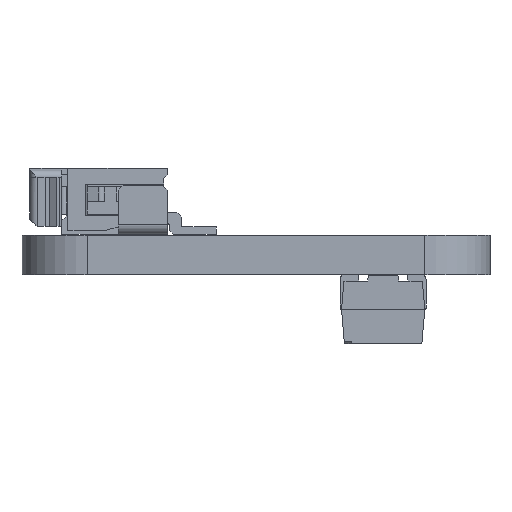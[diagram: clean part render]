
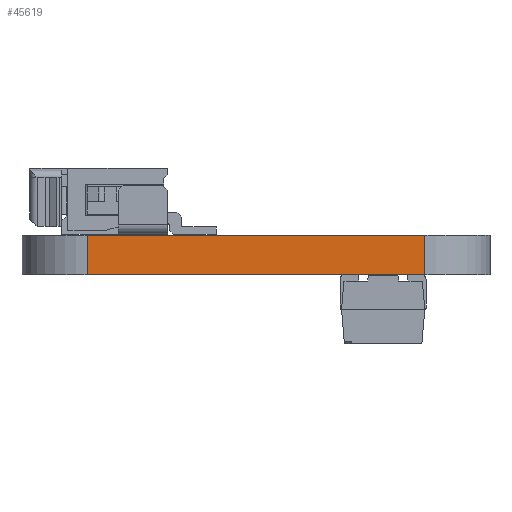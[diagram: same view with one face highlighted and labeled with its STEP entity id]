
A CAD part, front view. The second image highlights one B-rep face of the part: STEP entity #45619.
In plain terms, the highlighted planar face has unit normal (0, -1, 0).
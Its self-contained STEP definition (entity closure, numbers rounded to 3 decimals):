
#44999 = CYLINDRICAL_SURFACE('',#45000,2.654);
#45000 = AXIS2_PLACEMENT_3D('',#45001,#45002,#45003);
#45001 = CARTESIAN_POINT('',(149.492,-73.355,0.));
#45002 = DIRECTION('',(0.,0.,-1.));
#45003 = DIRECTION('',(1.,0.,0.));
#45027 = PLANE('',#45028);
#45028 = AXIS2_PLACEMENT_3D('',#45029,#45030,#45031);
#45029 = CARTESIAN_POINT('',(142.602,-66.465,1.6));
#45030 = DIRECTION('',(0.,0.,1.));
#45031 = DIRECTION('',(1.,0.,0.));
#45081 = PLANE('',#45082);
#45082 = AXIS2_PLACEMENT_3D('',#45083,#45084,#45085);
#45083 = CARTESIAN_POINT('',(142.602,-66.465,0.));
#45084 = DIRECTION('',(0.,0.,1.));
#45085 = DIRECTION('',(1.,0.,0.));
#45096 = EDGE_CURVE('',#45097,#45099,#45101,.T.);
#45097 = VERTEX_POINT('',#45098);
#45098 = CARTESIAN_POINT('',(149.492,-76.01,0.));
#45099 = VERTEX_POINT('',#45100);
#45100 = CARTESIAN_POINT('',(149.492,-76.01,1.6));
#45101 = SURFACE_CURVE('',#45102,(#45106,#45113),.PCURVE_S1.);
#45102 = LINE('',#45103,#45104);
#45103 = CARTESIAN_POINT('',(149.492,-76.01,0.));
#45104 = VECTOR('',#45105,1.);
#45105 = DIRECTION('',(0.,0.,1.));
#45106 = PCURVE('',#44999,#45107);
#45107 = DEFINITIONAL_REPRESENTATION('',(#45108),#45112);
#45108 = LINE('',#45109,#45110);
#45109 = CARTESIAN_POINT('',(-4.712,0.));
#45110 = VECTOR('',#45111,1.);
#45111 = DIRECTION('',(0.,-1.));
#45112 = ( GEOMETRIC_REPRESENTATION_CONTEXT(2) 
PARAMETRIC_REPRESENTATION_CONTEXT() REPRESENTATION_CONTEXT('2D SPACE',''
  ) );
#45113 = PCURVE('',#45114,#45119);
#45114 = PLANE('',#45115);
#45115 = AXIS2_PLACEMENT_3D('',#45116,#45117,#45118);
#45116 = CARTESIAN_POINT('',(135.712,-76.009,0.));
#45117 = DIRECTION('',(0.,1.,0.));
#45118 = DIRECTION('',(1.,0.,0.));
#45119 = DEFINITIONAL_REPRESENTATION('',(#45120),#45124);
#45120 = LINE('',#45121,#45122);
#45121 = CARTESIAN_POINT('',(13.779,0.));
#45122 = VECTOR('',#45123,1.);
#45123 = DIRECTION('',(0.,-1.));
#45124 = ( GEOMETRIC_REPRESENTATION_CONTEXT(2) 
PARAMETRIC_REPRESENTATION_CONTEXT() REPRESENTATION_CONTEXT('2D SPACE',''
  ) );
#45335 = VERTEX_POINT('',#45336);
#45336 = CARTESIAN_POINT('',(135.712,-76.009,0.));
#45351 = CYLINDRICAL_SURFACE('',#45352,2.654);
#45352 = AXIS2_PLACEMENT_3D('',#45353,#45354,#45355);
#45353 = CARTESIAN_POINT('',(135.712,-73.355,0.));
#45354 = DIRECTION('',(0.,0.,-1.));
#45355 = DIRECTION('',(1.,0.,0.));
#45363 = EDGE_CURVE('',#45335,#45097,#45364,.T.);
#45364 = SURFACE_CURVE('',#45365,(#45369,#45376),.PCURVE_S1.);
#45365 = LINE('',#45366,#45367);
#45366 = CARTESIAN_POINT('',(135.712,-76.009,0.));
#45367 = VECTOR('',#45368,1.);
#45368 = DIRECTION('',(1.,0.,0.));
#45369 = PCURVE('',#45081,#45370);
#45370 = DEFINITIONAL_REPRESENTATION('',(#45371),#45375);
#45371 = LINE('',#45372,#45373);
#45372 = CARTESIAN_POINT('',(-6.89,-9.544));
#45373 = VECTOR('',#45374,1.);
#45374 = DIRECTION('',(1.,0.));
#45375 = ( GEOMETRIC_REPRESENTATION_CONTEXT(2) 
PARAMETRIC_REPRESENTATION_CONTEXT() REPRESENTATION_CONTEXT('2D SPACE',''
  ) );
#45376 = PCURVE('',#45114,#45377);
#45377 = DEFINITIONAL_REPRESENTATION('',(#45378),#45382);
#45378 = LINE('',#45379,#45380);
#45379 = CARTESIAN_POINT('',(0.,0.));
#45380 = VECTOR('',#45381,1.);
#45381 = DIRECTION('',(1.,0.));
#45382 = ( GEOMETRIC_REPRESENTATION_CONTEXT(2) 
PARAMETRIC_REPRESENTATION_CONTEXT() REPRESENTATION_CONTEXT('2D SPACE',''
  ) );
#45523 = VERTEX_POINT('',#45524);
#45524 = CARTESIAN_POINT('',(135.712,-76.009,1.6));
#45546 = EDGE_CURVE('',#45523,#45099,#45547,.T.);
#45547 = SURFACE_CURVE('',#45548,(#45552,#45559),.PCURVE_S1.);
#45548 = LINE('',#45549,#45550);
#45549 = CARTESIAN_POINT('',(135.712,-76.009,1.6));
#45550 = VECTOR('',#45551,1.);
#45551 = DIRECTION('',(1.,0.,0.));
#45552 = PCURVE('',#45027,#45553);
#45553 = DEFINITIONAL_REPRESENTATION('',(#45554),#45558);
#45554 = LINE('',#45555,#45556);
#45555 = CARTESIAN_POINT('',(-6.89,-9.544));
#45556 = VECTOR('',#45557,1.);
#45557 = DIRECTION('',(1.,0.));
#45558 = ( GEOMETRIC_REPRESENTATION_CONTEXT(2) 
PARAMETRIC_REPRESENTATION_CONTEXT() REPRESENTATION_CONTEXT('2D SPACE',''
  ) );
#45559 = PCURVE('',#45114,#45560);
#45560 = DEFINITIONAL_REPRESENTATION('',(#45561),#45565);
#45561 = LINE('',#45562,#45563);
#45562 = CARTESIAN_POINT('',(0.,-1.6));
#45563 = VECTOR('',#45564,1.);
#45564 = DIRECTION('',(1.,0.));
#45565 = ( GEOMETRIC_REPRESENTATION_CONTEXT(2) 
PARAMETRIC_REPRESENTATION_CONTEXT() REPRESENTATION_CONTEXT('2D SPACE',''
  ) );
#45619 = ADVANCED_FACE('',(#45620),#45114,.F.);
#45620 = FACE_BOUND('',#45621,.F.);
#45621 = EDGE_LOOP('',(#45622,#45643,#45644,#45645));
#45622 = ORIENTED_EDGE('',*,*,#45623,.T.);
#45623 = EDGE_CURVE('',#45335,#45523,#45624,.T.);
#45624 = SURFACE_CURVE('',#45625,(#45629,#45636),.PCURVE_S1.);
#45625 = LINE('',#45626,#45627);
#45626 = CARTESIAN_POINT('',(135.712,-76.009,0.));
#45627 = VECTOR('',#45628,1.);
#45628 = DIRECTION('',(0.,0.,1.));
#45629 = PCURVE('',#45114,#45630);
#45630 = DEFINITIONAL_REPRESENTATION('',(#45631),#45635);
#45631 = LINE('',#45632,#45633);
#45632 = CARTESIAN_POINT('',(0.,0.));
#45633 = VECTOR('',#45634,1.);
#45634 = DIRECTION('',(0.,-1.));
#45635 = ( GEOMETRIC_REPRESENTATION_CONTEXT(2) 
PARAMETRIC_REPRESENTATION_CONTEXT() REPRESENTATION_CONTEXT('2D SPACE',''
  ) );
#45636 = PCURVE('',#45351,#45637);
#45637 = DEFINITIONAL_REPRESENTATION('',(#45638),#45642);
#45638 = LINE('',#45639,#45640);
#45639 = CARTESIAN_POINT('',(-4.712,0.));
#45640 = VECTOR('',#45641,1.);
#45641 = DIRECTION('',(0.,-1.));
#45642 = ( GEOMETRIC_REPRESENTATION_CONTEXT(2) 
PARAMETRIC_REPRESENTATION_CONTEXT() REPRESENTATION_CONTEXT('2D SPACE',''
  ) );
#45643 = ORIENTED_EDGE('',*,*,#45546,.T.);
#45644 = ORIENTED_EDGE('',*,*,#45096,.F.);
#45645 = ORIENTED_EDGE('',*,*,#45363,.F.);
